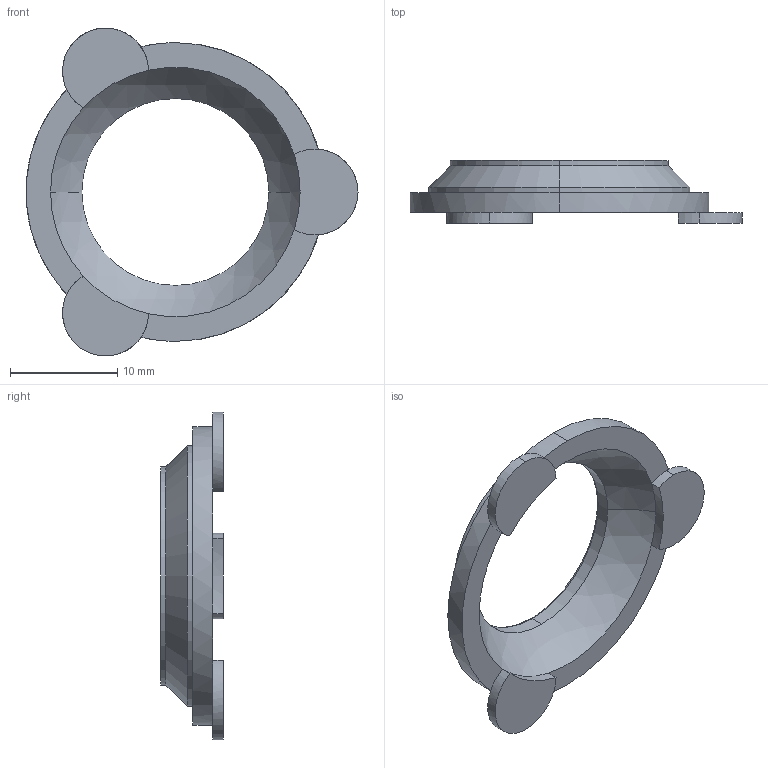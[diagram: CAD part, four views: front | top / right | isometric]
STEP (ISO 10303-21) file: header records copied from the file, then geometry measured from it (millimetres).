
FILE_DESCRIPTION (( 'STEP AP214' ), '1' );
FILE_NAME ('Joystick Surround Ring.STEP', '2023-06-14T23:08:23', ( '' ), ( '' ), 'SwSTEP 2.0', 'SolidWorks 2021', '' );
FILE_SCHEMA (( 'AUTOMOTIVE_DESIGN' ));
Length unit declared in the file: millimetre
Products named in the file (1): Joystick Surround Ring
Bounding box: 30.9 x 5.85 x 30.52 mm (x, y, z)
Volume: 922.8 mm3; surface area: 1394.6 mm2
Topology: 1 solids, 1 shells, 34 faces, 78 edges, 46 vertices
Faces by surface type: cylinder 17, plane 11, sphere 2, torus 2, cone 2
Entity records: 1015 total; most frequent: DIRECTION 207, CARTESIAN_POINT 159, ORIENTED_EDGE 156, AXIS2_PLACEMENT_3D 94, EDGE_CURVE 78, CIRCLE 59, VERTEX_POINT 46, EDGE_LOOP 36
